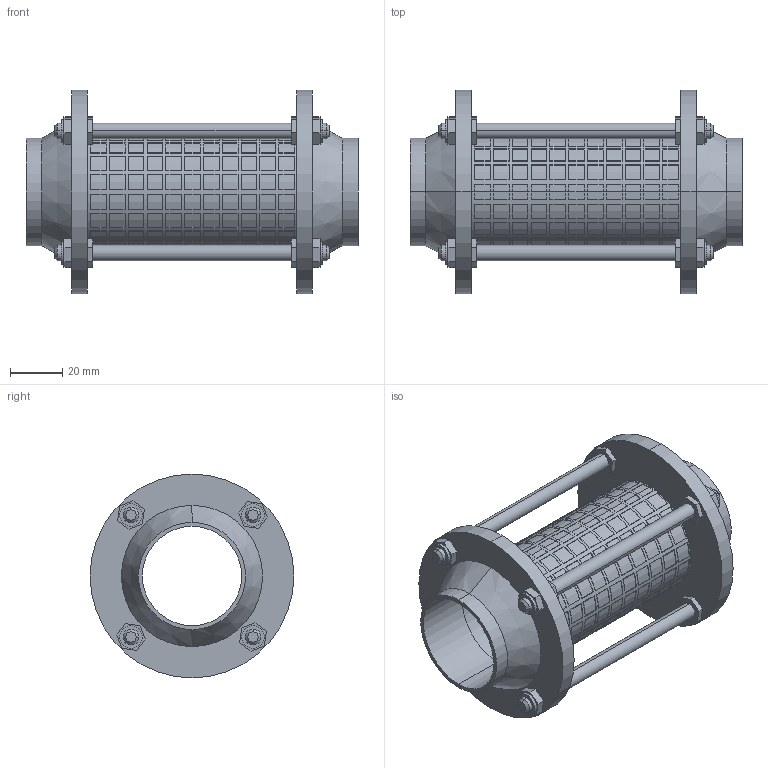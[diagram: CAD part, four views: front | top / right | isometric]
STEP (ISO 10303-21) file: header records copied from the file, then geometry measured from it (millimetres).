
FILE_DESCRIPTION (( 'STEP AP203' ), '1' );
FILE_NAME ('3D_M-7006_DN40_174601020.STEP', '2024-10-04T10:13:39', ( '' ), ( '' ), 'SwSTEP 2.0', 'SolidWorks 2024', '' );
FILE_SCHEMA (( 'CONFIG_CONTROL_DESIGN' ));
Length unit declared in the file: millimetre
Products named in the file (1): 3D_M-7006_DN40_174601020
Bounding box: 127 x 78 x 78 mm (x, y, z)
Volume: 102966.2 mm3; surface area: 67186.5 mm2
Topology: 10 solids, 10 shells, 1043 faces, 3082 edges, 2048 vertices
Faces by surface type: plane 941, cylinder 82, cone 20
Entity records: 36007 total; most frequent: DIRECTION 6234, CARTESIAN_POINT 6174, ORIENTED_EDGE 6164, EDGE_CURVE 3082, AXIS2_PLACEMENT_3D 2108, VERTEX_POINT 2048, LINE 2018, VECTOR 2018
